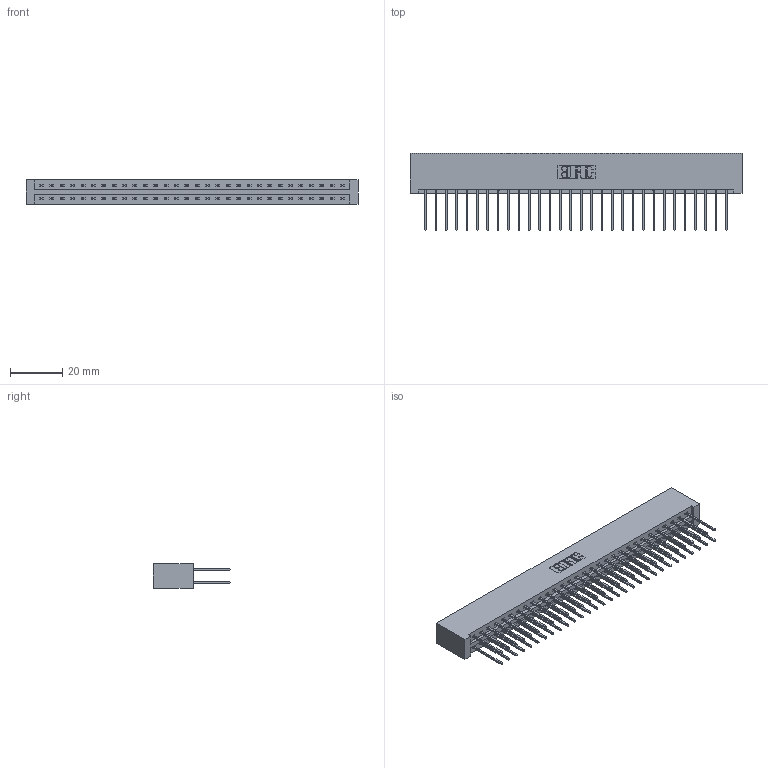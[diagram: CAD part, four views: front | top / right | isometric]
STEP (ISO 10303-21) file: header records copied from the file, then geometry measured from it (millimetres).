
FILE_DESCRIPTION (( 'STEP AP203' ), '1' );
FILE_NAME ('337-060-540-201.STEP', '2018-08-10T07:43:34', ( '' ), ( '' ), 'SwSTEP 2.0', 'SolidWorks 2016', '' );
FILE_SCHEMA (( 'CONFIG_CONTROL_DESIGN' ));
Length unit declared in the file: inch
Products named in the file (3): 337 Part_No Mounting Lugs; 345-292-001_345-293-140; 337-060-540-201
Assembly tree (61 placements, depth 2):
  337-060-540-201
    337 Part_No Mounting Lugs
    345-292-001_345-293-140  x60
Bounding box: 126.75 x 29.47 x 9.4 mm (x, y, z)
Volume: 14186 mm3; surface area: 17101.2 mm2
Topology: 61 solids, 61 shells, 3346 faces, 9947 edges, 6550 vertices
Faces by surface type: plane 2346, cylinder 1000
Entity records: 24553 total; most frequent: CARTESIAN_POINT 4146, ORIENTED_EDGE 4082, DIRECTION 3541, EDGE_CURVE 2041, LINE 1921, VECTOR 1921, VERTEX_POINT 1358, AXIS2_PLACEMENT_3D 810
